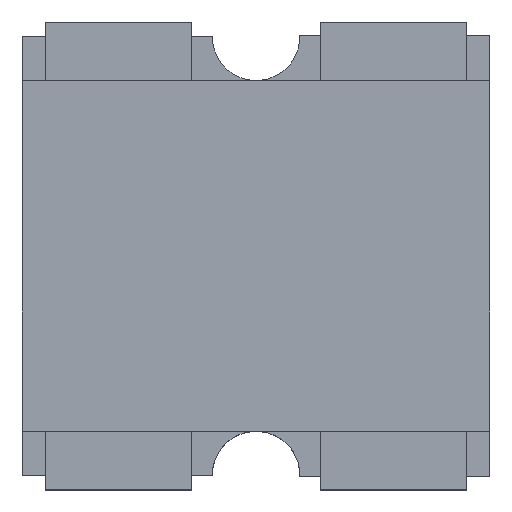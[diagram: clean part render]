
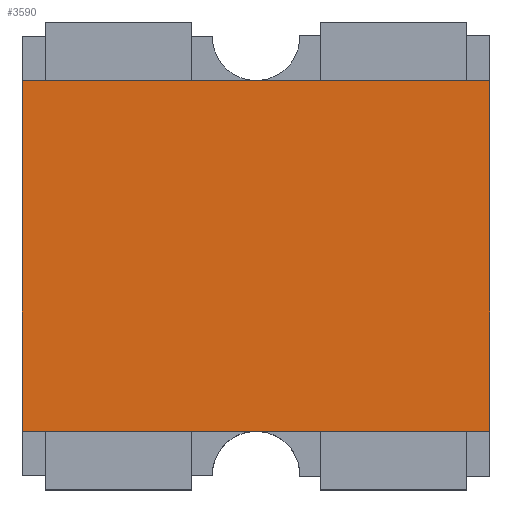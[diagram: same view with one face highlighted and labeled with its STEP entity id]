
A CAD part, top view. The second image highlights one B-rep face of the part: STEP entity #3590.
In plain terms, the highlighted planar face has unit normal (0, 0, 1).
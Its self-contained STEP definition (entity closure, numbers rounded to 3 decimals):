
#3276 = VERTEX_POINT('',#3277);
#3277 = CARTESIAN_POINT('',(-0.8,0.6,0.5));
#3284 = PLANE('',#3285);
#3285 = AXIS2_PLACEMENT_3D('',#3286,#3287,#3288);
#3286 = CARTESIAN_POINT('',(-0.8,0.6,0.45));
#3287 = DIRECTION('',(0.,1.,0.));
#3288 = DIRECTION('',(1.,0.,0.));
#3296 = PLANE('',#3297);
#3297 = AXIS2_PLACEMENT_3D('',#3298,#3299,#3300);
#3298 = CARTESIAN_POINT('',(-0.8,-0.6,0.45));
#3299 = DIRECTION('',(-1.,0.,0.));
#3300 = DIRECTION('',(0.,1.,0.));
#3308 = EDGE_CURVE('',#3276,#3309,#3311,.T.);
#3309 = VERTEX_POINT('',#3310);
#3310 = CARTESIAN_POINT('',(0.8,0.6,0.5));
#3311 = SURFACE_CURVE('',#3312,(#3316,#3323),.PCURVE_S1.);
#3312 = LINE('',#3313,#3314);
#3313 = CARTESIAN_POINT('',(-0.8,0.6,0.5));
#3314 = VECTOR('',#3315,1.);
#3315 = DIRECTION('',(1.,0.,0.));
#3316 = PCURVE('',#3284,#3317);
#3317 = DEFINITIONAL_REPRESENTATION('',(#3318),#3322);
#3318 = LINE('',#3319,#3320);
#3319 = CARTESIAN_POINT('',(0.,-0.05));
#3320 = VECTOR('',#3321,1.);
#3321 = DIRECTION('',(1.,0.));
#3322 = ( GEOMETRIC_REPRESENTATION_CONTEXT(2) 
PARAMETRIC_REPRESENTATION_CONTEXT() REPRESENTATION_CONTEXT('2D SPACE',''
  ) );
#3323 = PCURVE('',#3324,#3329);
#3324 = PLANE('',#3325);
#3325 = AXIS2_PLACEMENT_3D('',#3326,#3327,#3328);
#3326 = CARTESIAN_POINT('',(-0.8,0.6,0.5));
#3327 = DIRECTION('',(0.,0.,1.));
#3328 = DIRECTION('',(1.,0.,0.));
#3329 = DEFINITIONAL_REPRESENTATION('',(#3330),#3334);
#3330 = LINE('',#3331,#3332);
#3331 = CARTESIAN_POINT('',(0.,0.));
#3332 = VECTOR('',#3333,1.);
#3333 = DIRECTION('',(1.,0.));
#3334 = ( GEOMETRIC_REPRESENTATION_CONTEXT(2) 
PARAMETRIC_REPRESENTATION_CONTEXT() REPRESENTATION_CONTEXT('2D SPACE',''
  ) );
#3352 = PLANE('',#3353);
#3353 = AXIS2_PLACEMENT_3D('',#3354,#3355,#3356);
#3354 = CARTESIAN_POINT('',(0.8,0.6,0.45));
#3355 = DIRECTION('',(1.,0.,0.));
#3356 = DIRECTION('',(0.,-1.,0.));
#3394 = EDGE_CURVE('',#3309,#3395,#3397,.T.);
#3395 = VERTEX_POINT('',#3396);
#3396 = CARTESIAN_POINT('',(0.8,-0.6,0.5));
#3397 = SURFACE_CURVE('',#3398,(#3402,#3409),.PCURVE_S1.);
#3398 = LINE('',#3399,#3400);
#3399 = CARTESIAN_POINT('',(0.8,0.6,0.5));
#3400 = VECTOR('',#3401,1.);
#3401 = DIRECTION('',(0.,-1.,0.));
#3402 = PCURVE('',#3352,#3403);
#3403 = DEFINITIONAL_REPRESENTATION('',(#3404),#3408);
#3404 = LINE('',#3405,#3406);
#3405 = CARTESIAN_POINT('',(0.,-0.05));
#3406 = VECTOR('',#3407,1.);
#3407 = DIRECTION('',(1.,0.));
#3408 = ( GEOMETRIC_REPRESENTATION_CONTEXT(2) 
PARAMETRIC_REPRESENTATION_CONTEXT() REPRESENTATION_CONTEXT('2D SPACE',''
  ) );
#3409 = PCURVE('',#3324,#3410);
#3410 = DEFINITIONAL_REPRESENTATION('',(#3411),#3415);
#3411 = LINE('',#3412,#3413);
#3412 = CARTESIAN_POINT('',(1.6,0.));
#3413 = VECTOR('',#3414,1.);
#3414 = DIRECTION('',(0.,-1.));
#3415 = ( GEOMETRIC_REPRESENTATION_CONTEXT(2) 
PARAMETRIC_REPRESENTATION_CONTEXT() REPRESENTATION_CONTEXT('2D SPACE',''
  ) );
#3433 = PLANE('',#3434);
#3434 = AXIS2_PLACEMENT_3D('',#3435,#3436,#3437);
#3435 = CARTESIAN_POINT('',(0.8,-0.6,0.45));
#3436 = DIRECTION('',(0.,-1.,0.));
#3437 = DIRECTION('',(-1.,0.,0.));
#3470 = EDGE_CURVE('',#3395,#3471,#3473,.T.);
#3471 = VERTEX_POINT('',#3472);
#3472 = CARTESIAN_POINT('',(-0.8,-0.6,0.5));
#3473 = SURFACE_CURVE('',#3474,(#3478,#3485),.PCURVE_S1.);
#3474 = LINE('',#3475,#3476);
#3475 = CARTESIAN_POINT('',(0.8,-0.6,0.5));
#3476 = VECTOR('',#3477,1.);
#3477 = DIRECTION('',(-1.,0.,0.));
#3478 = PCURVE('',#3433,#3479);
#3479 = DEFINITIONAL_REPRESENTATION('',(#3480),#3484);
#3480 = LINE('',#3481,#3482);
#3481 = CARTESIAN_POINT('',(0.,-0.05));
#3482 = VECTOR('',#3483,1.);
#3483 = DIRECTION('',(1.,0.));
#3484 = ( GEOMETRIC_REPRESENTATION_CONTEXT(2) 
PARAMETRIC_REPRESENTATION_CONTEXT() REPRESENTATION_CONTEXT('2D SPACE',''
  ) );
#3485 = PCURVE('',#3324,#3486);
#3486 = DEFINITIONAL_REPRESENTATION('',(#3487),#3491);
#3487 = LINE('',#3488,#3489);
#3488 = CARTESIAN_POINT('',(1.6,-1.2));
#3489 = VECTOR('',#3490,1.);
#3490 = DIRECTION('',(-1.,0.));
#3491 = ( GEOMETRIC_REPRESENTATION_CONTEXT(2) 
PARAMETRIC_REPRESENTATION_CONTEXT() REPRESENTATION_CONTEXT('2D SPACE',''
  ) );
#3541 = EDGE_CURVE('',#3471,#3276,#3542,.T.);
#3542 = SURFACE_CURVE('',#3543,(#3547,#3554),.PCURVE_S1.);
#3543 = LINE('',#3544,#3545);
#3544 = CARTESIAN_POINT('',(-0.8,-0.6,0.5));
#3545 = VECTOR('',#3546,1.);
#3546 = DIRECTION('',(0.,1.,0.));
#3547 = PCURVE('',#3296,#3548);
#3548 = DEFINITIONAL_REPRESENTATION('',(#3549),#3553);
#3549 = LINE('',#3550,#3551);
#3550 = CARTESIAN_POINT('',(0.,-0.05));
#3551 = VECTOR('',#3552,1.);
#3552 = DIRECTION('',(1.,0.));
#3553 = ( GEOMETRIC_REPRESENTATION_CONTEXT(2) 
PARAMETRIC_REPRESENTATION_CONTEXT() REPRESENTATION_CONTEXT('2D SPACE',''
  ) );
#3554 = PCURVE('',#3324,#3555);
#3555 = DEFINITIONAL_REPRESENTATION('',(#3556),#3560);
#3556 = LINE('',#3557,#3558);
#3557 = CARTESIAN_POINT('',(0.,-1.2));
#3558 = VECTOR('',#3559,1.);
#3559 = DIRECTION('',(0.,1.));
#3560 = ( GEOMETRIC_REPRESENTATION_CONTEXT(2) 
PARAMETRIC_REPRESENTATION_CONTEXT() REPRESENTATION_CONTEXT('2D SPACE',''
  ) );
#3590 = ADVANCED_FACE('',(#3591),#3324,.T.);
#3591 = FACE_BOUND('',#3592,.F.);
#3592 = EDGE_LOOP('',(#3593,#3594,#3595,#3596));
#3593 = ORIENTED_EDGE('',*,*,#3308,.T.);
#3594 = ORIENTED_EDGE('',*,*,#3394,.T.);
#3595 = ORIENTED_EDGE('',*,*,#3470,.T.);
#3596 = ORIENTED_EDGE('',*,*,#3541,.T.);
